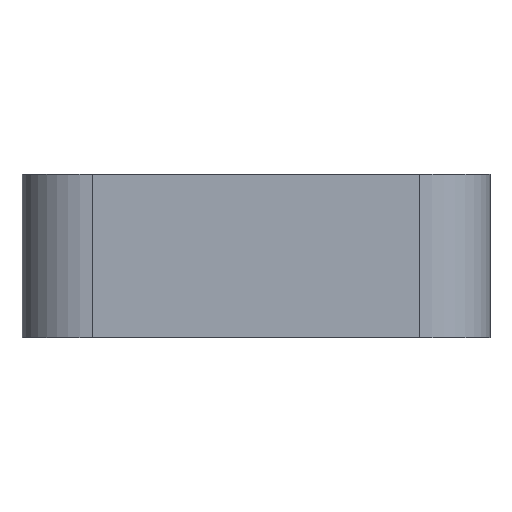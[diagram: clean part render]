
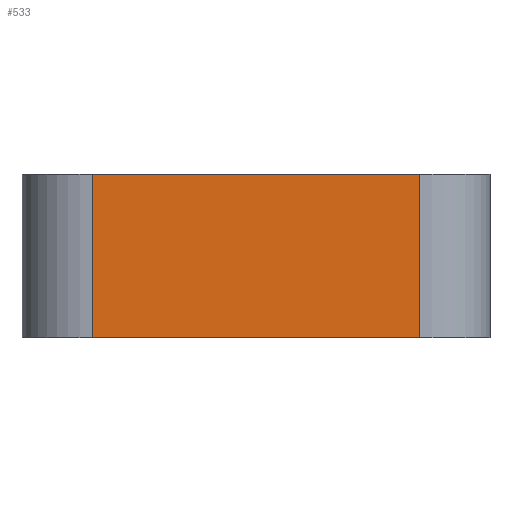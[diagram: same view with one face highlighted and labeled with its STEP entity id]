
A CAD part, left-side view. The second image highlights one B-rep face of the part: STEP entity #533.
In plain terms, the highlighted planar face has unit normal (-1, 0, 0).
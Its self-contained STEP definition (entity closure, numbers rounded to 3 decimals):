
#167 = VERTEX_POINT('',#168);
#168 = CARTESIAN_POINT('',(0.,17.,0.));
#175 = EDGE_CURVE('',#167,#176,#178,.T.);
#176 = VERTEX_POINT('',#177);
#177 = CARTESIAN_POINT('',(0.,3.,0.));
#178 = LINE('',#179,#180);
#179 = CARTESIAN_POINT('',(0.,20.,0.));
#180 = VECTOR('',#181,1.);
#181 = DIRECTION('',(0.,-1.,0.));
#274 = EDGE_CURVE('',#176,#275,#277,.T.);
#275 = VERTEX_POINT('',#276);
#276 = CARTESIAN_POINT('',(0.,3.,7.));
#277 = LINE('',#278,#279);
#278 = CARTESIAN_POINT('',(0.,3.,0.));
#279 = VECTOR('',#280,1.);
#280 = DIRECTION('',(0.,0.,1.));
#396 = VERTEX_POINT('',#397);
#397 = CARTESIAN_POINT('',(0.,17.,7.));
#404 = EDGE_CURVE('',#396,#275,#405,.T.);
#405 = LINE('',#406,#407);
#406 = CARTESIAN_POINT('',(0.,20.,7.));
#407 = VECTOR('',#408,1.);
#408 = DIRECTION('',(0.,-1.,0.));
#533 = ADVANCED_FACE('',(#534),#545,.F.);
#534 = FACE_BOUND('',#535,.F.);
#535 = EDGE_LOOP('',(#536,#537,#543,#544));
#536 = ORIENTED_EDGE('',*,*,#175,.F.);
#537 = ORIENTED_EDGE('',*,*,#538,.T.);
#538 = EDGE_CURVE('',#167,#396,#539,.T.);
#539 = LINE('',#540,#541);
#540 = CARTESIAN_POINT('',(0.,17.,0.));
#541 = VECTOR('',#542,1.);
#542 = DIRECTION('',(0.,0.,1.));
#543 = ORIENTED_EDGE('',*,*,#404,.T.);
#544 = ORIENTED_EDGE('',*,*,#274,.F.);
#545 = PLANE('',#546);
#546 = AXIS2_PLACEMENT_3D('',#547,#548,#549);
#547 = CARTESIAN_POINT('',(0.,20.,0.));
#548 = DIRECTION('',(1.,0.,0.));
#549 = DIRECTION('',(0.,-1.,0.));
